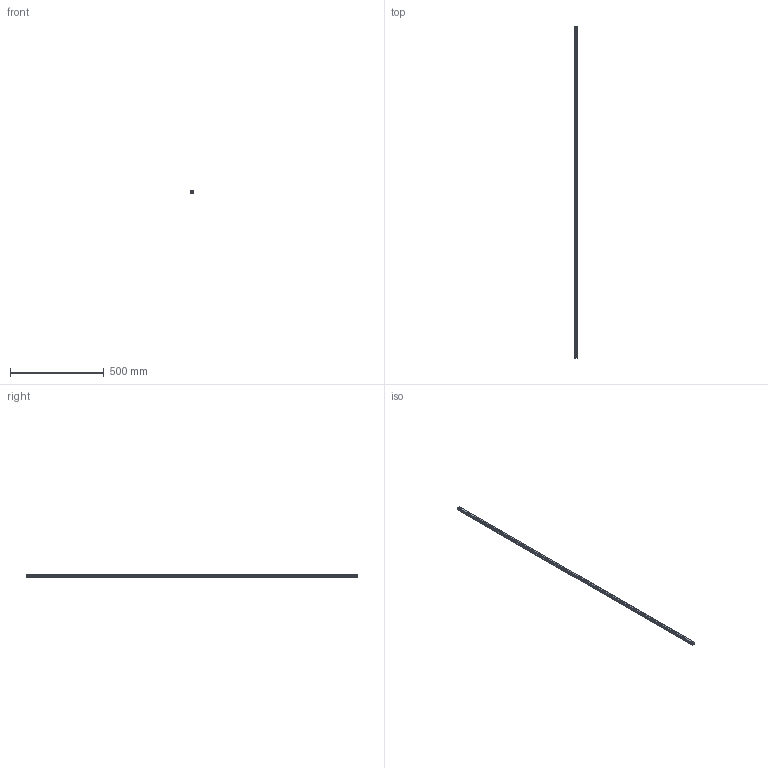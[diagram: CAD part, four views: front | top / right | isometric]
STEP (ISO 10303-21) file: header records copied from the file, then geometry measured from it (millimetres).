
FILE_DESCRIPTION(('STEP AP214'),'1');
FILE_NAME('cctmp_E7F5658A-F9F7-4151-B211-CC1704FDB268_2020_6_9_15_12_44_836..stp','2020-06-09T13:12:45',('HIWIN GmbH'),('CADClick - www.CADClick.com'),'Spatial InterOp 3D',' ','unknown authorization');
FILE_SCHEMA(('AUTOMOTIVE_DESIGN'));
Length unit declared in the file: millimetre
Products named in the file (1): HGR15R1770H_FILE
Bounding box: 15 x 1770 x 15 mm (x, y, z)
Volume: 325022.9 mm3; surface area: 118141.8 mm2
Topology: 1 solids, 1 shells, 385 faces, 867 edges, 578 vertices
Faces by surface type: cylinder 206, plane 179
Entity records: 14017 total; most frequent: DIRECTION 2051, CARTESIAN_POINT 1831, ORIENTED_EDGE 1734, EDGE_CURVE 867, AXIS2_PLACEMENT_3D 798, VERTEX_POINT 578, EDGE_LOOP 479, LINE 455
